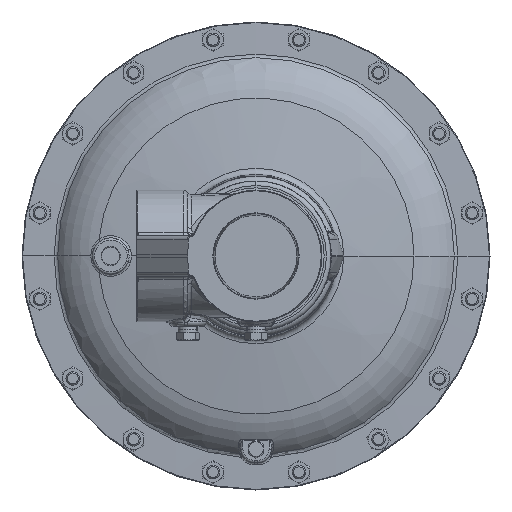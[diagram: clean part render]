
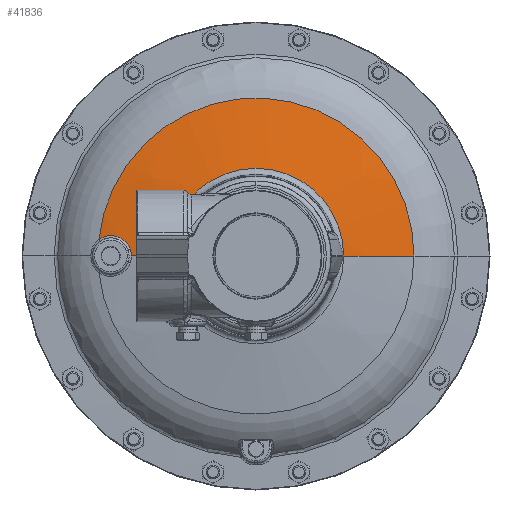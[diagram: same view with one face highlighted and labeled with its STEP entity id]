
A CAD part, front view. The second image highlights one B-rep face of the part: STEP entity #41836.
In plain terms, the highlighted spherical face has radius 584.2 mm.
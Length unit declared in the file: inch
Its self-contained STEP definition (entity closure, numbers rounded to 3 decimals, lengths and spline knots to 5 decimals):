
#2043 = CARTESIAN_POINT ( 'NONE',  ( 0., 8.31191, 0. ) ) ;
#2083 = CARTESIAN_POINT ( 'NONE',  ( 0., 8.02435, 0. ) ) ;
#2689 = CARTESIAN_POINT ( 'NONE',  ( -4.24929, 8.29891, 0.49843 ) ) ;
#3150 = CARTESIAN_POINT ( 'NONE',  ( -3.78266, 8.21669, 0.52115 ) ) ;
#3603 = CARTESIAN_POINT ( 'NONE',  ( -3.4659, 8.16105, 0.20184 ) ) ;
#6092 = AXIS2_PLACEMENT_3D ( 'NONE', #89139, #47776, #122131 ) ;
#12729 = DIRECTION ( 'NONE',  ( -1., 0., 0. ) ) ;
#12771 = DIRECTION ( 'NONE',  ( 1., 0., 0. ) ) ;
#13376 = CARTESIAN_POINT ( 'NONE',  ( -4.1683, 8.28462, 0.53158 ) ) ;
#13839 = CARTESIAN_POINT ( 'NONE',  ( -3.74221, 8.20958, 0.50359 ) ) ;
#15997 = FACE_OUTER_BOUND ( 'NONE', #38257, .T. ) ;
#16347 = ORIENTED_EDGE ( 'NONE', *, *, #28692, .T. ) ;
#18835 = CARTESIAN_POINT ( 'NONE',  ( -3.45878, 8.1598, 0.18098 ) ) ;
#19381 = VERTEX_POINT ( 'NONE', #111148 ) ;
#21737 = CIRCLE ( 'NONE', #76129, 2.41202 ) ;
#22042 = VERTEX_POINT ( 'NONE', #18835 ) ;
#22839 = CIRCLE ( 'NONE', #110440, 23. ) ;
#24019 = CARTESIAN_POINT ( 'NONE',  ( -4.10467, 8.2734, 0.54891 ) ) ;
#24051 = EDGE_CURVE ( 'NONE', #40852, #22042, #52900, .T. ) ;
#24480 = CARTESIAN_POINT ( 'NONE',  ( -3.68516, 8.19955, 0.47134 ) ) ;
#24655 = CARTESIAN_POINT ( 'NONE',  ( 0., 30.89752, 0. ) ) ;
#25769 = ORIENTED_EDGE ( 'NONE', *, *, #58659, .T. ) ;
#27829 = AXIS2_PLACEMENT_3D ( 'NONE', #24655, #99052, #35357 ) ;
#28692 = EDGE_CURVE ( 'NONE', #19381, #119561, #21737, .T. ) ;
#33304 = CARTESIAN_POINT ( 'NONE',  ( 4.34629, 8.31191, 0. ) ) ;
#33377 = AXIS2_PLACEMENT_3D ( 'NONE', #2043, #76417, #12729 ) ;
#34255 = CARTESIAN_POINT ( 'NONE',  ( -4.3229, 8.31191, 0.45036 ) ) ;
#34718 = CARTESIAN_POINT ( 'NONE',  ( -4.0401, 8.26202, 0.5586 ) ) ;
#35180 = CARTESIAN_POINT ( 'NONE',  ( -3.63209, 8.19023, 0.43252 ) ) ;
#35357 = DIRECTION ( 'NONE',  ( 1., 0., 0. ) ) ;
#38257 = EDGE_LOOP ( 'NONE', ( #53709, #25769, #16347, #61148, #78041, #103416 ) ) ;
#40852 = VERTEX_POINT ( 'NONE', #103360 ) ;
#41836 = ADVANCED_FACE ( 'NONE', ( #15997 ), #97467, .T. ) ;
#45476 = CARTESIAN_POINT ( 'NONE',  ( -3.97449, 8.25046, 0.56073 ) ) ;
#45932 = CARTESIAN_POINT ( 'NONE',  ( -3.56757, 8.17889, 0.37188 ) ) ;
#46735 = CARTESIAN_POINT ( 'NONE',  ( -3.43398, 8.15544, 0.07672 ) ) ;
#47776 = DIRECTION ( 'NONE',  ( 0., 0., 1. ) ) ;
#50467 = DIRECTION ( 'NONE',  ( 0., 0., -1. ) ) ;
#52900 = B_SPLINE_CURVE_WITH_KNOTS ( 'NONE', 3,
 ( #34255, #130058, #2689, #77071, #13376, #87747, #24019, #98415, #34718, #109125, #45476, #119827, #56148, #130517, #66799, #3150, #77539, #13839, #88209, #24480, #98862, #35180, #109587, #45932, #120296, #56599, #130987, #67237, #3603, #78000 ),
 .UNSPECIFIED., .F., .F.,
 ( 4, 2, 2, 2, 2, 2, 2, 2, 2, 2, 2, 2, 2, 2, 4 ),
 ( 0., 0.00337, 0.00505, 0.00673, 0.00841, 0.0101, 0.01346, 0.0143, 0.01514, 0.01683, 0.01851, 0.02019, 0.02356, 0.02524, 0.02692 ),
 .UNSPECIFIED. ) ;
#53709 = ORIENTED_EDGE ( 'NONE', *, *, #86875, .T. ) ;
#56148 = CARTESIAN_POINT ( 'NONE',  ( -3.86585, 8.23133, 0.54848 ) ) ;
#56599 = CARTESIAN_POINT ( 'NONE',  ( -3.50429, 8.16779, 0.28188 ) ) ;
#57399 = CARTESIAN_POINT ( 'NONE',  ( -3.4296, 8.15468, 0.03077 ) ) ;
#58659 = EDGE_CURVE ( 'NONE', #121720, #19381, #72138, .T. ) ;
#61148 = ORIENTED_EDGE ( 'NONE', *, *, #83727, .F. ) ;
#66799 = CARTESIAN_POINT ( 'NONE',  ( -3.80328, 8.22032, 0.52885 ) ) ;
#67237 = CARTESIAN_POINT ( 'NONE',  ( -3.47424, 8.16251, 0.22228 ) ) ;
#68071 = CARTESIAN_POINT ( 'NONE',  ( -3.42898, 8.15457, 0. ) ) ;
#72138 = CIRCLE ( 'NONE', #27829, 23. ) ;
#76129 = AXIS2_PLACEMENT_3D ( 'NONE', #2083, #76452, #12771 ) ;
#76417 = DIRECTION ( 'NONE',  ( 0., -1., 0. ) ) ;
#76452 = DIRECTION ( 'NONE',  ( 0., 1., 0. ) ) ;
#77071 = CARTESIAN_POINT ( 'NONE',  ( -4.18901, 8.28828, 0.52414 ) ) ;
#77539 = CARTESIAN_POINT ( 'NONE',  ( -3.7724, 8.21489, 0.51696 ) ) ;
#78000 = CARTESIAN_POINT ( 'NONE',  ( -3.45878, 8.1598, 0.18098 ) ) ;
#78041 = ORIENTED_EDGE ( 'NONE', *, *, #132636, .T. ) ;
#83727 = EDGE_CURVE ( 'NONE', #99390, #119561, #22839, .T. ) ;
#86875 = EDGE_CURVE ( 'NONE', #22042, #121720, #130752, .T. ) ;
#87747 = CARTESIAN_POINT ( 'NONE',  ( -4.12599, 8.27716, 0.544 ) ) ;
#88209 = CARTESIAN_POINT ( 'NONE',  ( -3.72275, 8.20616, 0.49357 ) ) ;
#89018 = CARTESIAN_POINT ( 'NONE',  ( -3.45878, 8.1598, 0.18098 ) ) ;
#89139 = CARTESIAN_POINT ( 'NONE',  ( 0., 30.89752, 0. ) ) ;
#91944 = CARTESIAN_POINT ( 'NONE',  ( -3.42898, 8.15457, 0. ) ) ;
#97467 = SPHERICAL_SURFACE ( 'NONE', #6092, 23. ) ;
#98415 = CARTESIAN_POINT ( 'NONE',  ( -4.06173, 8.26583, 0.55621 ) ) ;
#98862 = CARTESIAN_POINT ( 'NONE',  ( -3.66703, 8.19636, 0.45913 ) ) ;
#99052 = DIRECTION ( 'NONE',  ( 0., 0., 1. ) ) ;
#99390 = VERTEX_POINT ( 'NONE', #33304 ) ;
#99674 = CARTESIAN_POINT ( 'NONE',  ( -3.44882, 8.15805, 0.15177 ) ) ;
#103360 = CARTESIAN_POINT ( 'NONE',  ( -4.3229, 8.31191, 0.45036 ) ) ;
#103416 = ORIENTED_EDGE ( 'NONE', *, *, #24051, .T. ) ;
#109125 = CARTESIAN_POINT ( 'NONE',  ( -3.99654, 8.25434, 0.56087 ) ) ;
#109587 = CARTESIAN_POINT ( 'NONE',  ( -3.61519, 8.18726, 0.41799 ) ) ;
#110377 = CARTESIAN_POINT ( 'NONE',  ( -3.44142, 8.15675, 0.12205 ) ) ;
#110440 = AXIS2_PLACEMENT_3D ( 'NONE', #114155, #50467, #124851 ) ;
#111148 = CARTESIAN_POINT ( 'NONE',  ( -2.41202, 8.02435, 0. ) ) ;
#114155 = CARTESIAN_POINT ( 'NONE',  ( 0., 30.89752, 0. ) ) ;
#119561 = VERTEX_POINT ( 'NONE', #131808 ) ;
#119827 = CARTESIAN_POINT ( 'NONE',  ( -3.90867, 8.23887, 0.55641 ) ) ;
#120296 = CARTESIAN_POINT ( 'NONE',  ( -3.53985, 8.17403, 0.33785 ) ) ;
#121096 = CARTESIAN_POINT ( 'NONE',  ( -3.43211, 8.15512, 0.06149 ) ) ;
#121720 = VERTEX_POINT ( 'NONE', #91944 ) ;
#122131 = DIRECTION ( 'NONE',  ( 1., 0., 0. ) ) ;
#124851 = DIRECTION ( 'NONE',  ( -1., 0., 0. ) ) ;
#130058 = CARTESIAN_POINT ( 'NONE',  ( -4.28725, 8.30562, 0.47677 ) ) ;
#130517 = CARTESIAN_POINT ( 'NONE',  ( -3.81365, 8.22214, 0.53238 ) ) ;
#130752 = B_SPLINE_CURVE_WITH_KNOTS ( 'NONE', 3,
 ( #89018, #99674, #110377, #46735, #121096, #57399, #131783, #68071 ),
 .UNSPECIFIED., .F., .F.,
 ( 4, 2, 2, 4 ),
 ( 0., 0.00233, 0.0035, 0.00467 ),
 .UNSPECIFIED. ) ;
#130987 = CARTESIAN_POINT ( 'NONE',  ( -3.49341, 8.16587, 0.26226 ) ) ;
#131783 = CARTESIAN_POINT ( 'NONE',  ( -3.42898, 8.15457, 0.01533 ) ) ;
#131808 = CARTESIAN_POINT ( 'NONE',  ( 2.41202, 8.02435, 0. ) ) ;
#132636 = EDGE_CURVE ( 'NONE', #99390, #40852, #135562, .T. ) ;
#135562 = CIRCLE ( 'NONE', #33377, 4.34629 ) ;
